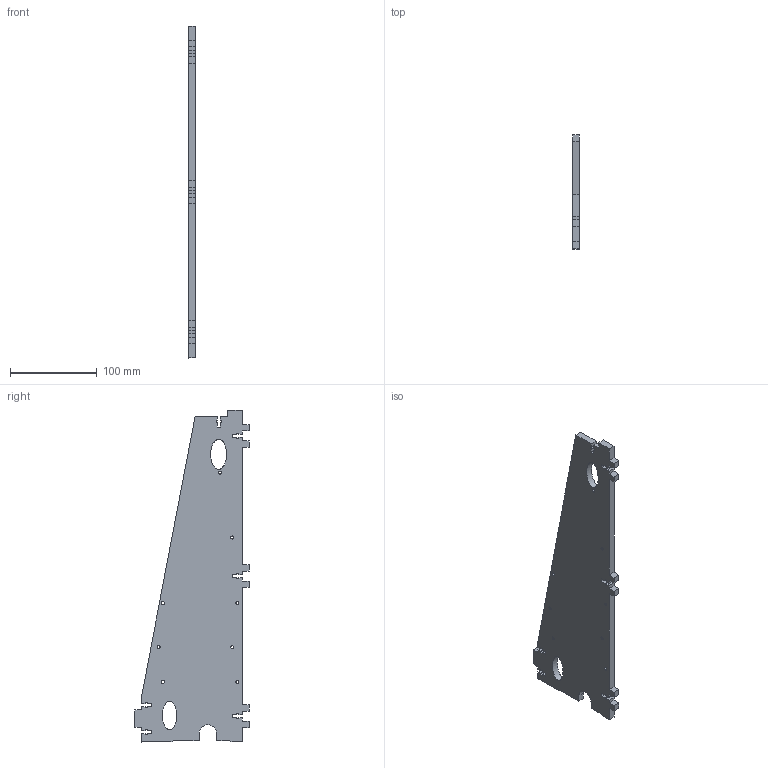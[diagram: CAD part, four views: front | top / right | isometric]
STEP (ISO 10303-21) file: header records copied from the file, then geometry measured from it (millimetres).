
FILE_DESCRIPTION(('FreeCAD Model'),'2;1');
FILE_NAME('Side_support_plate.step', '2020-08-10T10:04:14',('Author'),(''), 'Open CASCADE STEP processor 7.3','FreeCAD','Unknown');
FILE_SCHEMA(('AUTOMOTIVE_DESIGN { 1 0 10303 214 1 1 1 1 }'));
Length unit declared in the file: millimetre
Products named in the file (1): side_support_plate
Bounding box: 7.8 x 132.1 x 383.67 mm (x, y, z)
Volume: 255061.6 mm3; surface area: 77161.3 mm2
Topology: 1 solids, 1 shells, 127 faces, 375 edges, 250 vertices
Faces by surface type: plane 116, cylinder 9, extrusion 2
Full cylindrical faces by diameter (mm): 3.5 x8
Entity records: 4570 total; most frequent: CARTESIAN_POINT 1091, ORIENTED_EDGE 750, DIRECTION 651, EDGE_CURVE 375, VECTOR 355, LINE 353, VERTEX_POINT 250, AXIS2_PLACEMENT_3D 148
